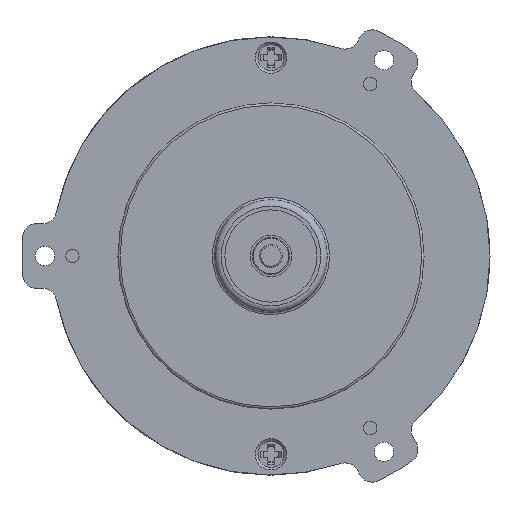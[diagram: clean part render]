
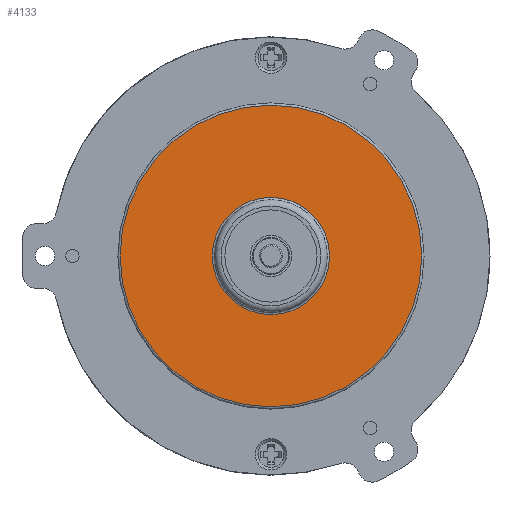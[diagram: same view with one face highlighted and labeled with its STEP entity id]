
A CAD part, left-side view. The second image highlights one B-rep face of the part: STEP entity #4133.
In plain terms, the highlighted planar face has unit normal (-1, 0, 0).
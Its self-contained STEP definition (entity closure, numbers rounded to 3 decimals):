
#4102=CARTESIAN_POINT('',(-82.436,10.152,-120.226));
#4103=VERTEX_POINT('',#4102);
#4104=CARTESIAN_POINT('',(-82.436,-22.548,-120.226));
#4105=DIRECTION('',(1.0,0.0,0.0));
#4106=DIRECTION('',(0.0,1.0,0.0));
#4107=AXIS2_PLACEMENT_3D('',#4104,#4105,#4106);
#4108=CIRCLE('',#4107,32.7);
#4109=EDGE_CURVE('',#4103,#4103,#4108,.T.);
#4114=CARTESIAN_POINT('',(-82.436,0.152,-120.226));
#4115=DIRECTION('',(-1.0,0.0,0.0));
#4116=DIRECTION('',(0.0,0.0,1.0));
#4117=AXIS2_PLACEMENT_3D('',#4114,#4115,#4116);
#4118=PLANE('',#4117);
#4119=ORIENTED_EDGE('',*,*,#4109,.F.);
#4120=EDGE_LOOP('',(#4119));
#4121=FACE_OUTER_BOUND('',#4120,.T.);
#4122=CARTESIAN_POINT('',(-82.436,-9.848,-120.226));
#4123=VERTEX_POINT('',#4122);
#4124=CARTESIAN_POINT('',(-82.436,-22.548,-120.226));
#4125=DIRECTION('',(1.0,0.0,0.0));
#4126=DIRECTION('',(0.0,1.0,0.0));
#4127=AXIS2_PLACEMENT_3D('',#4124,#4125,#4126);
#4128=CIRCLE('',#4127,12.7);
#4129=EDGE_CURVE('',#4123,#4123,#4128,.T.);
#4130=ORIENTED_EDGE('',*,*,#4129,.T.);
#4131=EDGE_LOOP('',(#4130));
#4132=FACE_BOUND('',#4131,.T.);
#4133=ADVANCED_FACE('',(#4121,#4132),#4118,.T.);
